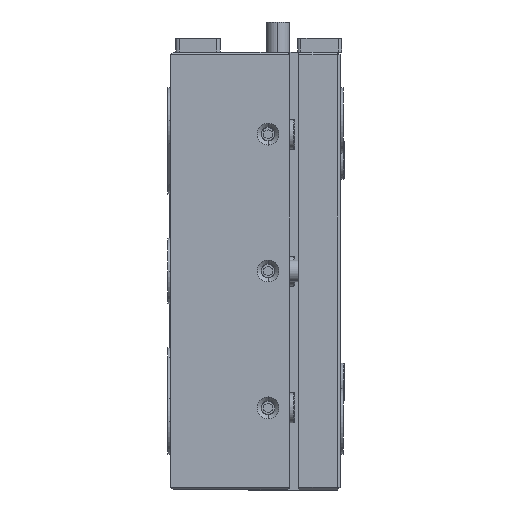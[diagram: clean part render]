
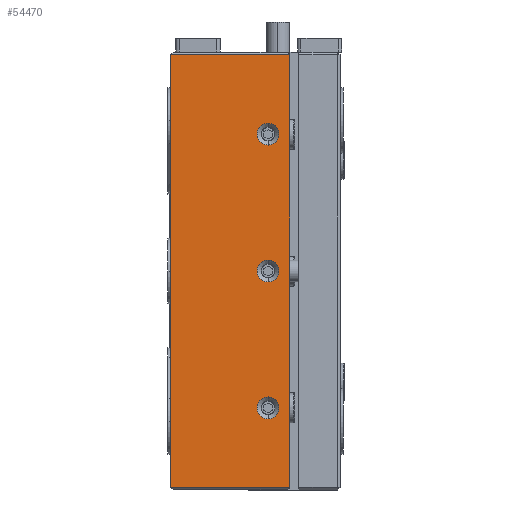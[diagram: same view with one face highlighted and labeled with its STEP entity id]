
A CAD part, left-side view. The second image highlights one B-rep face of the part: STEP entity #54470.
In plain terms, the highlighted face is planar.
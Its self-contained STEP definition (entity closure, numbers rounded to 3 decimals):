
#1578 = VECTOR ( 'NONE', #86875, 1000. ) ;
#2776 = ORIENTED_EDGE ( 'NONE', *, *, #63574, .F. ) ;
#3174 = CARTESIAN_POINT ( 'NONE',  ( 37.5, 0.5, 39.5 ) ) ;
#4690 = DIRECTION ( 'NONE',  ( 0., 1., 0. ) ) ;
#7529 = ORIENTED_EDGE ( 'NONE', *, *, #103760, .T. ) ;
#9566 = CARTESIAN_POINT ( 'NONE',  ( 37.5, 18.3, 2. ) ) ;
#12207 = CARTESIAN_POINT ( 'NONE',  ( 37.5, 18.3, 25. ) ) ;
#14055 = LINE ( 'NONE', #68312, #95582 ) ;
#15236 = DIRECTION ( 'NONE',  ( 0., 0., -1. ) ) ;
#15325 = FACE_OUTER_BOUND ( 'NONE', #115790, .T. ) ;
#16870 = FACE_BOUND ( 'NONE', #68209, .T. ) ;
#16976 = CIRCLE ( 'NONE', #69470, 2. ) ;
#17894 = CARTESIAN_POINT ( 'NONE',  ( 37.5, 0., -39.5 ) ) ;
#18785 = EDGE_CURVE ( 'NONE', #24691, #80685, #16976, .T. ) ;
#21842 = CARTESIAN_POINT ( 'NONE',  ( 37.5, 18.3, -27. ) ) ;
#22120 = DIRECTION ( 'NONE',  ( 1., 0., 0. ) ) ;
#24691 = VERTEX_POINT ( 'NONE', #100517 ) ;
#27188 = AXIS2_PLACEMENT_3D ( 'NONE', #41531, #22120, #89623 ) ;
#29049 = VERTEX_POINT ( 'NONE', #33106 ) ;
#30300 = CARTESIAN_POINT ( 'NONE',  ( 37.5, 22.3, 39.5 ) ) ;
#30368 = DIRECTION ( 'NONE',  ( 0., 0., -1. ) ) ;
#33106 = CARTESIAN_POINT ( 'NONE',  ( 37.5, 0.5, -39.5 ) ) ;
#33163 = AXIS2_PLACEMENT_3D ( 'NONE', #12207, #119046, #30368 ) ;
#34600 = PLANE ( 'NONE',  #77560 ) ;
#35014 = DIRECTION ( 'NONE',  ( 1., 0., 0. ) ) ;
#35226 = VECTOR ( 'NONE', #70085, 1000. ) ;
#36908 = VERTEX_POINT ( 'NONE', #30300 ) ;
#38796 = EDGE_LOOP ( 'NONE', ( #2776, #122601 ) ) ;
#39224 = DIRECTION ( 'NONE',  ( 1., 0., 0. ) ) ;
#39842 = EDGE_LOOP ( 'NONE', ( #95565, #58120 ) ) ;
#40069 = CARTESIAN_POINT ( 'NONE',  ( 37.5, 18.3, 0. ) ) ;
#41531 = CARTESIAN_POINT ( 'NONE',  ( 37.5, 18.3, -25. ) ) ;
#43634 = CARTESIAN_POINT ( 'NONE',  ( 37.5, 18.3, 25. ) ) ;
#44605 = CARTESIAN_POINT ( 'NONE',  ( 37.5, 18.3, 23. ) ) ;
#45928 = CIRCLE ( 'NONE', #47817, 2. ) ;
#46160 = DIRECTION ( 'NONE',  ( 1., 0., 0. ) ) ;
#46838 = ORIENTED_EDGE ( 'NONE', *, *, #108673, .T. ) ;
#46983 = DIRECTION ( 'NONE',  ( 0., 1., 0. ) ) ;
#47277 = DIRECTION ( 'NONE',  ( 0., 0., -1. ) ) ;
#47817 = AXIS2_PLACEMENT_3D ( 'NONE', #43634, #46160, #55910 ) ;
#48173 = EDGE_CURVE ( 'NONE', #118983, #51582, #99396, .T. ) ;
#50550 = CIRCLE ( 'NONE', #27188, 2. ) ;
#51582 = VERTEX_POINT ( 'NONE', #44605 ) ;
#54470 = ADVANCED_FACE ( 'NONE', ( #16870, #113572, #75648, #15325 ), #34600, .T. ) ;
#54700 = VERTEX_POINT ( 'NONE', #96276 ) ;
#55910 = DIRECTION ( 'NONE',  ( 0., 0., -1. ) ) ;
#58120 = ORIENTED_EDGE ( 'NONE', *, *, #74071, .F. ) ;
#58657 = DIRECTION ( 'NONE',  ( 0., -1., 0. ) ) ;
#60253 = AXIS2_PLACEMENT_3D ( 'NONE', #76341, #124096, #47277 ) ;
#63001 = CARTESIAN_POINT ( 'NONE',  ( 37.5, 0., -40. ) ) ;
#63574 = EDGE_CURVE ( 'NONE', #51582, #118983, #45928, .T. ) ;
#64202 = CARTESIAN_POINT ( 'NONE',  ( 37.5, 18.3, 0. ) ) ;
#67782 = AXIS2_PLACEMENT_3D ( 'NONE', #64202, #111915, #15236 ) ;
#68209 = EDGE_LOOP ( 'NONE', ( #80065, #104653 ) ) ;
#68312 = CARTESIAN_POINT ( 'NONE',  ( 37.5, 0.5, 39.5 ) ) ;
#69470 = AXIS2_PLACEMENT_3D ( 'NONE', #40069, #39224, #98370 ) ;
#70085 = DIRECTION ( 'NONE',  ( 0., 0., 1. ) ) ;
#74071 = EDGE_CURVE ( 'NONE', #80685, #24691, #92030, .T. ) ;
#75648 = FACE_BOUND ( 'NONE', #38796, .T. ) ;
#76341 = CARTESIAN_POINT ( 'NONE',  ( 37.5, 18.3, -25. ) ) ;
#76530 = LINE ( 'NONE', #17894, #100814 ) ;
#77560 = AXIS2_PLACEMENT_3D ( 'NONE', #63001, #35014, #4690 ) ;
#77800 = CIRCLE ( 'NONE', #60253, 2. ) ;
#79781 = CARTESIAN_POINT ( 'NONE',  ( 37.5, 18.3, -23. ) ) ;
#80065 = ORIENTED_EDGE ( 'NONE', *, *, #97408, .F. ) ;
#80685 = VERTEX_POINT ( 'NONE', #9566 ) ;
#83638 = EDGE_CURVE ( 'NONE', #36908, #125285, #14055, .T. ) ;
#86875 = DIRECTION ( 'NONE',  ( 0., 0., -1. ) ) ;
#87310 = CARTESIAN_POINT ( 'NONE',  ( 37.5, 0.5, -40. ) ) ;
#88656 = EDGE_CURVE ( 'NONE', #125285, #29049, #117910, .T. ) ;
#89623 = DIRECTION ( 'NONE',  ( 0., 0., -1. ) ) ;
#89864 = ORIENTED_EDGE ( 'NONE', *, *, #88656, .T. ) ;
#89924 = CARTESIAN_POINT ( 'NONE',  ( 37.5, 22.3, -40. ) ) ;
#92030 = CIRCLE ( 'NONE', #67782, 2. ) ;
#95565 = ORIENTED_EDGE ( 'NONE', *, *, #18785, .F. ) ;
#95582 = VECTOR ( 'NONE', #58657, 1000. ) ;
#96276 = CARTESIAN_POINT ( 'NONE',  ( 37.5, 22.3, -39.5 ) ) ;
#97408 = EDGE_CURVE ( 'NONE', #122616, #99679, #50550, .T. ) ;
#98370 = DIRECTION ( 'NONE',  ( 0., 0., -1. ) ) ;
#99396 = CIRCLE ( 'NONE', #33163, 2. ) ;
#99679 = VERTEX_POINT ( 'NONE', #79781 ) ;
#100517 = CARTESIAN_POINT ( 'NONE',  ( 37.5, 18.3, -2. ) ) ;
#100814 = VECTOR ( 'NONE', #46983, 1000. ) ;
#101203 = EDGE_CURVE ( 'NONE', #99679, #122616, #77800, .T. ) ;
#103760 = EDGE_CURVE ( 'NONE', #29049, #54700, #76530, .T. ) ;
#104653 = ORIENTED_EDGE ( 'NONE', *, *, #101203, .F. ) ;
#105048 = ORIENTED_EDGE ( 'NONE', *, *, #83638, .T. ) ;
#108673 = EDGE_CURVE ( 'NONE', #54700, #36908, #115426, .T. ) ;
#111915 = DIRECTION ( 'NONE',  ( 1., 0., 0. ) ) ;
#113572 = FACE_BOUND ( 'NONE', #39842, .T. ) ;
#114987 = CARTESIAN_POINT ( 'NONE',  ( 37.5, 18.3, 27. ) ) ;
#115426 = LINE ( 'NONE', #89924, #35226 ) ;
#115790 = EDGE_LOOP ( 'NONE', ( #46838, #105048, #89864, #7529 ) ) ;
#117910 = LINE ( 'NONE', #87310, #1578 ) ;
#118983 = VERTEX_POINT ( 'NONE', #114987 ) ;
#119046 = DIRECTION ( 'NONE',  ( 1., 0., 0. ) ) ;
#122601 = ORIENTED_EDGE ( 'NONE', *, *, #48173, .F. ) ;
#122616 = VERTEX_POINT ( 'NONE', #21842 ) ;
#124096 = DIRECTION ( 'NONE',  ( 1., 0., 0. ) ) ;
#125285 = VERTEX_POINT ( 'NONE', #3174 ) ;
